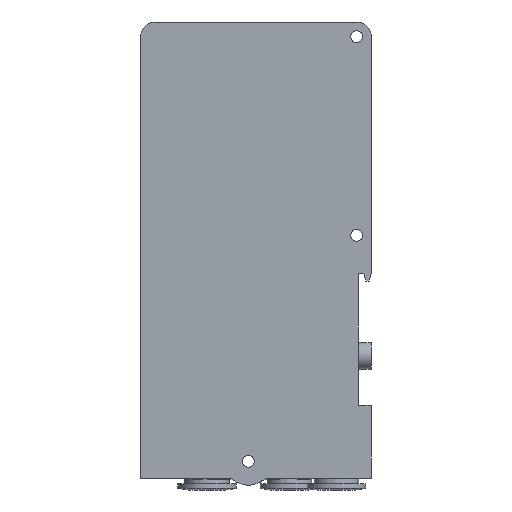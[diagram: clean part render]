
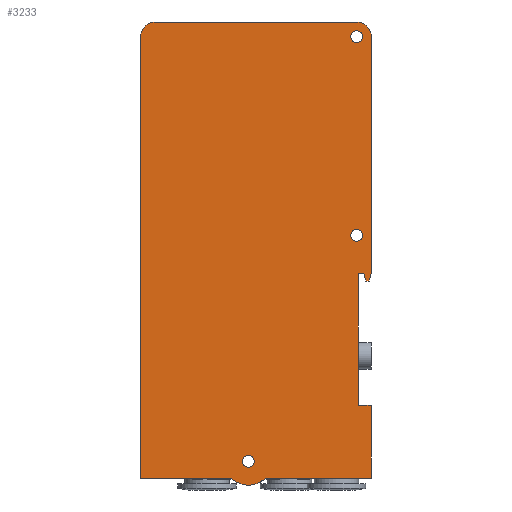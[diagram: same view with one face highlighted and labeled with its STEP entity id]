
A CAD part, left-side view. The second image highlights one B-rep face of the part: STEP entity #3233.
In plain terms, the highlighted planar face has unit normal (-1, 0, 0).
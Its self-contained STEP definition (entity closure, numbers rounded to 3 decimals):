
#353=LINE('',#5356,#628);
#360=LINE('',#5441,#635);
#367=LINE('',#5513,#642);
#377=LINE('',#5548,#652);
#381=LINE('',#5556,#656);
#384=LINE('',#5562,#659);
#387=LINE('',#5568,#662);
#390=LINE('',#5574,#665);
#393=LINE('',#5579,#668);
#395=LINE('',#5583,#670);
#396=LINE('',#5587,#671);
#397=LINE('',#5590,#672);
#628=VECTOR('',#3865,24.808);
#635=VECTOR('',#3940,29.008);
#642=VECTOR('',#4025,19.9);
#652=VECTOR('',#4051,1.464);
#656=VECTOR('',#4057,2.071);
#659=VECTOR('',#4062,0.964);
#662=VECTOR('',#4067,2.071);
#665=VECTOR('',#4072,36.);
#668=VECTOR('',#4077,3.5);
#670=VECTOR('',#4081,64.8);
#671=VECTOR('',#4084,55.);
#672=VECTOR('',#4087,120.7);
#777=PLANE('',#3430);
#872=FACE_BOUND('',#1261,.T.);
#873=FACE_BOUND('',#1262,.T.);
#874=FACE_BOUND('',#1263,.T.);
#875=FACE_BOUND('',#1264,.T.);
#1261=EDGE_LOOP('',(#2786));
#1262=EDGE_LOOP('',(#2787));
#1263=EDGE_LOOP('',(#2788));
#1264=EDGE_LOOP('',(#2789,#2790,#2791,#2792,#2793,#2794,#2795,#2796,#2797,
#2798,#2799,#2800,#2801,#2802,#2803));
#1320=CIRCLE('',#3393,1.6);
#1324=CIRCLE('',#3400,1.6);
#1328=CIRCLE('',#3407,1.6);
#1336=CIRCLE('',#3431,4.);
#1337=CIRCLE('',#3432,4.);
#1338=CIRCLE('',#3433,6.5);
#1554=VERTEX_POINT('',#5353);
#1555=VERTEX_POINT('',#5355);
#1578=VERTEX_POINT('',#5438);
#1579=VERTEX_POINT('',#5440);
#1587=VERTEX_POINT('',#5465);
#1591=VERTEX_POINT('',#5476);
#1595=VERTEX_POINT('',#5487);
#1605=VERTEX_POINT('',#5511);
#1613=VERTEX_POINT('',#5546);
#1614=VERTEX_POINT('',#5547);
#1617=VERTEX_POINT('',#5555);
#1619=VERTEX_POINT('',#5561);
#1621=VERTEX_POINT('',#5567);
#1623=VERTEX_POINT('',#5573);
#1625=VERTEX_POINT('',#5582);
#1626=VERTEX_POINT('',#5584);
#1627=VERTEX_POINT('',#5586);
#1628=VERTEX_POINT('',#5588);
#1947=EDGE_CURVE('',#1555,#1554,#353,.T.);
#1973=EDGE_CURVE('',#1579,#1578,#360,.T.);
#1982=EDGE_CURVE('',#1587,#1587,#1320,.T.);
#1986=EDGE_CURVE('',#1591,#1591,#1324,.T.);
#1990=EDGE_CURVE('',#1595,#1595,#1328,.T.);
#2000=EDGE_CURVE('',#1605,#1578,#367,.T.);
#2014=EDGE_CURVE('',#1613,#1614,#377,.T.);
#2018=EDGE_CURVE('',#1614,#1617,#381,.T.);
#2021=EDGE_CURVE('',#1617,#1619,#384,.T.);
#2024=EDGE_CURVE('',#1619,#1621,#387,.T.);
#2027=EDGE_CURVE('',#1623,#1613,#390,.T.);
#2030=EDGE_CURVE('',#1605,#1623,#393,.T.);
#2032=EDGE_CURVE('',#1625,#1621,#395,.T.);
#2033=EDGE_CURVE('',#1626,#1625,#1336,.T.);
#2034=EDGE_CURVE('',#1627,#1626,#396,.T.);
#2035=EDGE_CURVE('',#1628,#1627,#1337,.T.);
#2036=EDGE_CURVE('',#1555,#1628,#397,.T.);
#2037=EDGE_CURVE('',#1554,#1579,#1338,.T.);
#2786=ORIENTED_EDGE('',*,*,#1982,.T.);
#2787=ORIENTED_EDGE('',*,*,#1986,.T.);
#2788=ORIENTED_EDGE('',*,*,#1990,.T.);
#2789=ORIENTED_EDGE('',*,*,#2030,.T.);
#2790=ORIENTED_EDGE('',*,*,#2027,.T.);
#2791=ORIENTED_EDGE('',*,*,#2014,.T.);
#2792=ORIENTED_EDGE('',*,*,#2018,.T.);
#2793=ORIENTED_EDGE('',*,*,#2021,.T.);
#2794=ORIENTED_EDGE('',*,*,#2024,.T.);
#2795=ORIENTED_EDGE('',*,*,#2032,.F.);
#2796=ORIENTED_EDGE('',*,*,#2033,.F.);
#2797=ORIENTED_EDGE('',*,*,#2034,.F.);
#2798=ORIENTED_EDGE('',*,*,#2035,.F.);
#2799=ORIENTED_EDGE('',*,*,#2036,.F.);
#2800=ORIENTED_EDGE('',*,*,#1947,.T.);
#2801=ORIENTED_EDGE('',*,*,#2037,.T.);
#2802=ORIENTED_EDGE('',*,*,#1973,.T.);
#2803=ORIENTED_EDGE('',*,*,#2000,.F.);
#3233=ADVANCED_FACE('',(#872,#873,#874,#875),#777,.F.);
#3393=AXIS2_PLACEMENT_3D('',#5466,#3972,#3973);
#3400=AXIS2_PLACEMENT_3D('',#5477,#3986,#3987);
#3407=AXIS2_PLACEMENT_3D('',#5488,#4000,#4001);
#3430=AXIS2_PLACEMENT_3D('',#5581,#4079,#4080);
#3431=AXIS2_PLACEMENT_3D('',#5585,#4082,#4083);
#3432=AXIS2_PLACEMENT_3D('',#5589,#4085,#4086);
#3433=AXIS2_PLACEMENT_3D('',#5591,#4088,#4089);
#3865=DIRECTION('',(0.,-1.,0.));
#3940=DIRECTION('',(0.,-1.,0.));
#3972=DIRECTION('center_axis',(1.,0.,0.));
#3973=DIRECTION('ref_axis',(0.,0.,-1.));
#3986=DIRECTION('center_axis',(1.,0.,0.));
#3987=DIRECTION('ref_axis',(0.,0.,-1.));
#4000=DIRECTION('center_axis',(1.,0.,0.));
#4001=DIRECTION('ref_axis',(0.,0.,-1.));
#4025=DIRECTION('',(0.,0.,-1.));
#4051=DIRECTION('',(0.,-1.,0.));
#4057=DIRECTION('',(0.,-0.259,-0.966));
#4062=DIRECTION('',(0.,-1.,0.));
#4067=DIRECTION('',(0.,-0.259,0.966));
#4072=DIRECTION('',(0.,0.,1.));
#4077=DIRECTION('',(0.,1.,0.));
#4079=DIRECTION('center_axis',(1.,0.,0.));
#4080=DIRECTION('ref_axis',(0.,0.,-1.));
#4081=DIRECTION('',(0.,0.,-1.));
#4082=DIRECTION('center_axis',(1.,0.,0.));
#4083=DIRECTION('ref_axis',(0.,0.,1.));
#4084=DIRECTION('',(0.,-1.,0.));
#4085=DIRECTION('center_axis',(1.,0.,0.));
#4086=DIRECTION('ref_axis',(0.,1.,0.));
#4087=DIRECTION('',(0.,0.,1.));
#4088=DIRECTION('center_axis',(-1.,0.,0.));
#4089=DIRECTION('ref_axis',(0.,-0.707,-0.708));
#5353=CARTESIAN_POINT('',(0.,38.192,-3.));
#5355=CARTESIAN_POINT('',(0.,63.,-3.));
#5356=CARTESIAN_POINT('',(0.,63.,-3.));
#5438=CARTESIAN_POINT('',(0.,0.,-3.));
#5440=CARTESIAN_POINT('',(0.,29.008,-3.));
#5441=CARTESIAN_POINT('',(0.,63.,-3.));
#5465=CARTESIAN_POINT('',(0.,4.,65.));
#5466=CARTESIAN_POINT('Origin',(0.,4.,63.4));
#5476=CARTESIAN_POINT('',(0.,4.,119.3));
#5477=CARTESIAN_POINT('Origin',(0.,4.,117.7));
#5487=CARTESIAN_POINT('',(0.,33.6,3.2));
#5488=CARTESIAN_POINT('Origin',(0.,33.6,1.6));
#5511=CARTESIAN_POINT('',(0.,0.,16.9));
#5513=CARTESIAN_POINT('',(0.,0.,117.7));
#5546=CARTESIAN_POINT('',(0.,3.5,52.9));
#5547=CARTESIAN_POINT('',(0.,2.036,52.9));
#5548=CARTESIAN_POINT('',(0.,17.405,52.9));
#5555=CARTESIAN_POINT('',(0.,1.5,50.9));
#5556=CARTESIAN_POINT('',(0.,6.209,68.475));
#5561=CARTESIAN_POINT('',(0.,0.536,50.9));
#5562=CARTESIAN_POINT('',(0.,16.405,50.9));
#5567=CARTESIAN_POINT('',(0.,0.,52.9));
#5568=CARTESIAN_POINT('',(0.,-1.876,59.902));
#5573=CARTESIAN_POINT('',(0.,3.5,16.9));
#5574=CARTESIAN_POINT('',(0.,3.5,47.671));
#5579=CARTESIAN_POINT('',(0.,15.655,16.9));
#5581=CARTESIAN_POINT('Origin',(0.,31.31,78.443));
#5582=CARTESIAN_POINT('',(0.,0.,117.7));
#5583=CARTESIAN_POINT('',(0.,0.,117.7));
#5584=CARTESIAN_POINT('',(0.,4.,121.7));
#5585=CARTESIAN_POINT('Origin',(0.,4.,117.7));
#5586=CARTESIAN_POINT('',(0.,59.,121.7));
#5587=CARTESIAN_POINT('',(0.,59.,121.7));
#5588=CARTESIAN_POINT('',(0.,63.,117.7));
#5589=CARTESIAN_POINT('Origin',(0.,59.,117.7));
#5590=CARTESIAN_POINT('',(0.,63.,-3.));
#5591=CARTESIAN_POINT('Origin',(0.,33.6,1.6));
